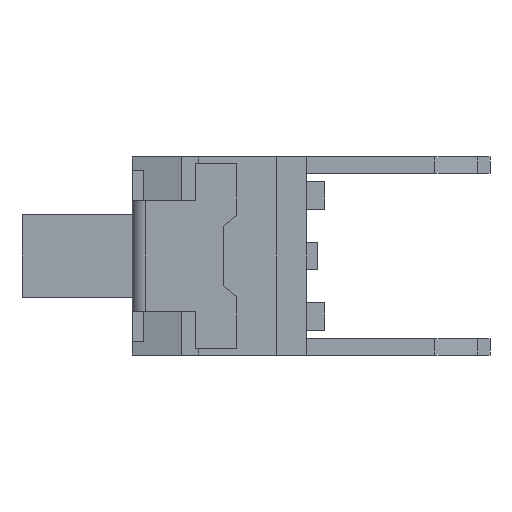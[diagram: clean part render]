
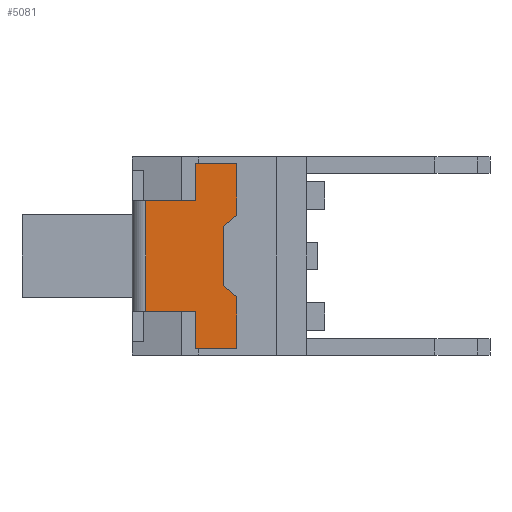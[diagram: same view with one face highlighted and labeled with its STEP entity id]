
A CAD part, left-side view. The second image highlights one B-rep face of the part: STEP entity #5081.
In plain terms, the highlighted planar face has unit normal (-1, 0, 0).
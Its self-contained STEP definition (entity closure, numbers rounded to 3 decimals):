
#198 = VERTEX_POINT ( 'NONE', #3888 ) ;
#287 = VERTEX_POINT ( 'NONE', #3748 ) ;
#336 = CARTESIAN_POINT ( 'NONE',  ( -4.5, 3.25, -1. ) ) ;
#348 = VERTEX_POINT ( 'NONE', #5186 ) ;
#477 = CARTESIAN_POINT ( 'NONE',  ( -4.5, 2.35, 1. ) ) ;
#510 = VERTEX_POINT ( 'NONE', #1773 ) ;
#527 = EDGE_CURVE ( 'NONE', #5976, #5504, #895, .T. ) ;
#658 = CARTESIAN_POINT ( 'NONE',  ( -4.5, 1.6, -1.68 ) ) ;
#688 = CARTESIAN_POINT ( 'NONE',  ( -4.5, 2.3, -1.68 ) ) ;
#822 = ORIENTED_EDGE ( 'NONE', *, *, #5627, .T. ) ;
#836 = ORIENTED_EDGE ( 'NONE', *, *, #2881, .T. ) ;
#895 = LINE ( 'NONE', #5777, #2929 ) ;
#1007 = ORIENTED_EDGE ( 'NONE', *, *, #4111, .T. ) ;
#1017 = ORIENTED_EDGE ( 'NONE', *, *, #1928, .T. ) ;
#1068 = DIRECTION ( 'NONE',  ( 0., 1., 0. ) ) ;
#1150 = ORIENTED_EDGE ( 'NONE', *, *, #3514, .T. ) ;
#1186 = ORIENTED_EDGE ( 'NONE', *, *, #1222, .T. ) ;
#1222 = EDGE_CURVE ( 'NONE', #198, #4845, #3366, .T. ) ;
#1437 = CARTESIAN_POINT ( 'NONE',  ( -4.5, 1.6, -1.8 ) ) ;
#1522 = DIRECTION ( 'NONE',  ( 0., -1., 0. ) ) ;
#1529 = VECTOR ( 'NONE', #1522, 1000. ) ;
#1773 = CARTESIAN_POINT ( 'NONE',  ( -4.5, 1.6, 1.68 ) ) ;
#1860 = EDGE_CURVE ( 'NONE', #510, #198, #3880, .T. ) ;
#1928 = EDGE_CURVE ( 'NONE', #5504, #3744, #3685, .T. ) ;
#1987 = DIRECTION ( 'NONE',  ( 0., 1., 0. ) ) ;
#2064 = CARTESIAN_POINT ( 'NONE',  ( -4.5, 3.261, -0.654 ) ) ;
#2130 = VERTEX_POINT ( 'NONE', #4910 ) ;
#2178 = VECTOR ( 'NONE', #4923, 1000. ) ;
#2237 = CARTESIAN_POINT ( 'NONE',  ( -4.5, 1.6, -1.8 ) ) ;
#2409 = VECTOR ( 'NONE', #3619, 1000. ) ;
#2531 = VERTEX_POINT ( 'NONE', #4055 ) ;
#2604 = PLANE ( 'NONE',  #5383 ) ;
#2605 = DIRECTION ( 'NONE',  ( 0., -0.766, 0.643 ) ) ;
#2768 = DIRECTION ( 'NONE',  ( 0., 0., -1. ) ) ;
#2806 = LINE ( 'NONE', #1437, #5124 ) ;
#2859 = FACE_OUTER_BOUND ( 'NONE', #6336, .T. ) ;
#2881 = EDGE_CURVE ( 'NONE', #287, #2130, #3908, .T. ) ;
#2929 = VECTOR ( 'NONE', #2768, 1000. ) ;
#3049 = EDGE_CURVE ( 'NONE', #348, #3200, #6163, .T. ) ;
#3101 = CARTESIAN_POINT ( 'NONE',  ( -4.5, -6.393, 1.22 ) ) ;
#3200 = VERTEX_POINT ( 'NONE', #658 ) ;
#3248 = ORIENTED_EDGE ( 'NONE', *, *, #5089, .T. ) ;
#3272 = ORIENTED_EDGE ( 'NONE', *, *, #1860, .T. ) ;
#3366 = LINE ( 'NONE', #3895, #3427 ) ;
#3427 = VECTOR ( 'NONE', #5449, 1000. ) ;
#3465 = CARTESIAN_POINT ( 'NONE',  ( -4.5, 2.35, -1.8 ) ) ;
#3483 = EDGE_CURVE ( 'NONE', #6454, #287, #4530, .T. ) ;
#3514 = EDGE_CURVE ( 'NONE', #3200, #2531, #4456, .T. ) ;
#3570 = CARTESIAN_POINT ( 'NONE',  ( -4.5, 2.3, 1.68 ) ) ;
#3581 = VECTOR ( 'NONE', #2605, 1000. ) ;
#3619 = DIRECTION ( 'NONE',  ( 0., 0., 1. ) ) ;
#3685 = LINE ( 'NONE', #4554, #1529 ) ;
#3689 = CARTESIAN_POINT ( 'NONE',  ( -4.5, 1.84, -0.539 ) ) ;
#3744 = VERTEX_POINT ( 'NONE', #4100 ) ;
#3748 = CARTESIAN_POINT ( 'NONE',  ( -4.5, 1.84, 0.539 ) ) ;
#3880 = LINE ( 'NONE', #3570, #6059 ) ;
#3888 = CARTESIAN_POINT ( 'NONE',  ( -4.5, 2.35, 1.68 ) ) ;
#3895 = CARTESIAN_POINT ( 'NONE',  ( -4.5, 2.35, -1.8 ) ) ;
#3908 = LINE ( 'NONE', #2064, #3581 ) ;
#4055 = CARTESIAN_POINT ( 'NONE',  ( -4.5, 1.6, -0.74 ) ) ;
#4065 = DIRECTION ( 'NONE',  ( -1., 0., 0. ) ) ;
#4100 = CARTESIAN_POINT ( 'NONE',  ( -4.5, 2.35, -1. ) ) ;
#4111 = EDGE_CURVE ( 'NONE', #4845, #5976, #4213, .T. ) ;
#4212 = ORIENTED_EDGE ( 'NONE', *, *, #4319, .T. ) ;
#4213 = LINE ( 'NONE', #5989, #6399 ) ;
#4319 = EDGE_CURVE ( 'NONE', #2531, #6454, #4350, .T. ) ;
#4350 = LINE ( 'NONE', #4396, #2178 ) ;
#4396 = CARTESIAN_POINT ( 'NONE',  ( -4.5, 1.489, -0.833 ) ) ;
#4409 = VECTOR ( 'NONE', #6295, 1000. ) ;
#4456 = LINE ( 'NONE', #2237, #4409 ) ;
#4530 = LINE ( 'NONE', #5838, #2409 ) ;
#4554 = CARTESIAN_POINT ( 'NONE',  ( -4.5, 2.3, -1. ) ) ;
#4845 = VERTEX_POINT ( 'NONE', #477 ) ;
#4910 = CARTESIAN_POINT ( 'NONE',  ( -4.5, 1.6, 0.74 ) ) ;
#4923 = DIRECTION ( 'NONE',  ( 0., 0.766, 0.643 ) ) ;
#5060 = ORIENTED_EDGE ( 'NONE', *, *, #3049, .T. ) ;
#5081 = ADVANCED_FACE ( 'NONE', ( #2859 ), #2604, .T. ) ;
#5089 = EDGE_CURVE ( 'NONE', #2130, #510, #2806, .T. ) ;
#5124 = VECTOR ( 'NONE', #5821, 1000. ) ;
#5133 = DIRECTION ( 'NONE',  ( 0., 0., 1. ) ) ;
#5186 = CARTESIAN_POINT ( 'NONE',  ( -4.5, 2.35, -1.68 ) ) ;
#5364 = VECTOR ( 'NONE', #6488, 1000. ) ;
#5383 = AXIS2_PLACEMENT_3D ( 'NONE', #3101, #4065, #5133 ) ;
#5399 = LINE ( 'NONE', #3465, #5364 ) ;
#5449 = DIRECTION ( 'NONE',  ( 0., 0., -1. ) ) ;
#5504 = VERTEX_POINT ( 'NONE', #336 ) ;
#5528 = ORIENTED_EDGE ( 'NONE', *, *, #527, .T. ) ;
#5627 = EDGE_CURVE ( 'NONE', #3744, #348, #5399, .T. ) ;
#5777 = CARTESIAN_POINT ( 'NONE',  ( -4.5, 3.25, -1.22 ) ) ;
#5821 = DIRECTION ( 'NONE',  ( 0., 0., 1. ) ) ;
#5838 = CARTESIAN_POINT ( 'NONE',  ( -4.5, 1.84, -1.8 ) ) ;
#5976 = VERTEX_POINT ( 'NONE', #5988 ) ;
#5988 = CARTESIAN_POINT ( 'NONE',  ( -4.5, 3.25, 1. ) ) ;
#5989 = CARTESIAN_POINT ( 'NONE',  ( -4.5, 2.3, 1. ) ) ;
#6059 = VECTOR ( 'NONE', #1068, 1000. ) ;
#6141 = DIRECTION ( 'NONE',  ( 0., -1., 0. ) ) ;
#6163 = LINE ( 'NONE', #688, #6196 ) ;
#6196 = VECTOR ( 'NONE', #6141, 1000. ) ;
#6256 = ORIENTED_EDGE ( 'NONE', *, *, #3483, .T. ) ;
#6295 = DIRECTION ( 'NONE',  ( 0., 0., 1. ) ) ;
#6336 = EDGE_LOOP ( 'NONE', ( #1007, #5528, #1017, #822, #5060, #1150, #4212, #6256, #836, #3248, #3272, #1186 ) ) ;
#6399 = VECTOR ( 'NONE', #1987, 1000. ) ;
#6454 = VERTEX_POINT ( 'NONE', #3689 ) ;
#6488 = DIRECTION ( 'NONE',  ( 0., 0., -1. ) ) ;
